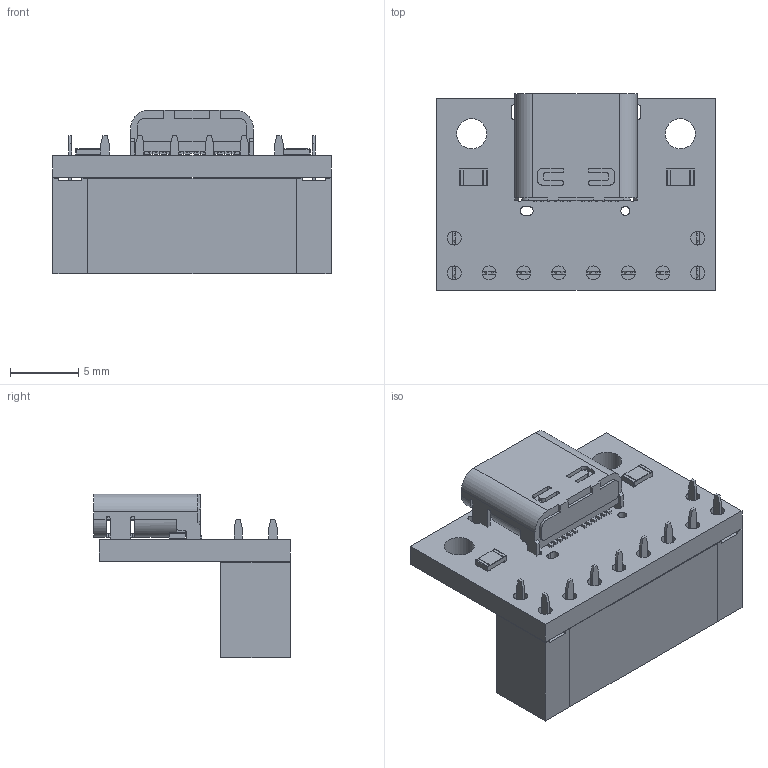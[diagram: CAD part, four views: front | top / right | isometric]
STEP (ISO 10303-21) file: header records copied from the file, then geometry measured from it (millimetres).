
FILE_DESCRIPTION(('KiCad electronic assembly'),'2;1');
FILE_NAME('USB-C_pololu.step','2018-10-19T13:31:00',('An Author'),( 'A Company'),'Open CASCADE STEP processor 6.8', 'KiCad to STEP converter','Unknown');
FILE_SCHEMA(('AUTOMOTIVE_DESIGN_CC2 { 1 2 10303 214 -1 1 5 4 }'));
Length unit declared in the file: millimetre
Products named in the file (10): Open CASCADE STEP translator 6.8 1; PinSocket_1x06_P254mm_Vertical; SOLID; PinSocket_1x02_P254mm_Vertical; USB-C-1054500101; R_0805_2012Metric; COMPOUND
Assembly tree (11 placements, depth 3):
  Open CASCADE STEP translator 6.8 1
    PinSocket_1x06_P254mm_Vertical
      SOLID
    PinSocket_1x02_P254mm_Vertical  x2
      SOLID
    USB-C-1054500101
      SOLID
    R_0805_2012Metric  x2
      SOLID
    COMPOUND
Bounding box: 20.32 x 14.36 x 11.96 mm (x, y, z)
Volume: 980.9 mm3; surface area: 1958.1 mm2
Topology: 7 solids, 7 shells, 834 faces, 2219 edges, 1436 vertices
Faces by surface type: plane 649, cylinder 165, bspline 16, revolution 3, torus 1
Full cylindrical faces by diameter (mm): 0.65 x1, 1.016 x10, 2.2 x2
Entity records: 64820 total; most frequent: CARTESIAN_POINT 23966, DIRECTION 6928, LINE 4610, VECTOR 4610, ORIENTED_EDGE 3918, PCURVE 3918, DEFINITIONAL_REPRESENTATION 3918, EDGE_CURVE 1959
